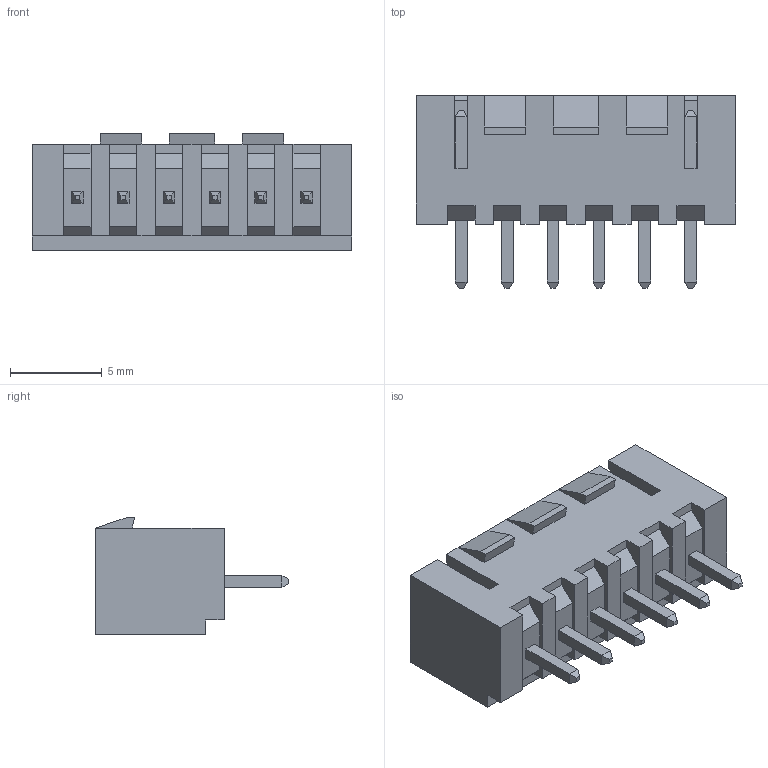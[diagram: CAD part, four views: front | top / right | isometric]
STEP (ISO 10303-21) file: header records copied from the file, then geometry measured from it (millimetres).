
FILE_DESCRIPTION((''),'2;1');
FILE_NAME('SMW250-06_P2-5_L17-4_W5-8_H7','2019-10-23T',('Dragos'),(''),'PRO/ENGINEER BY PARAMETRIC TECHNOLOGY CORPORATION, 2004440','PRO/ENGINEER BY PARAMETRIC TECHNOLOGY CORPORATION, 2004440','');
FILE_SCHEMA(('AUTOMOTIVE_DESIGN { 1 0 10303 214 1 1 1 1 }'));
Length unit declared in the file: millimetre
Products named in the file (1): SMW250-06_P2-5_L17-4_W5-8_H7
Bounding box: 17.4 x 10.5 x 6.39 mm (x, y, z)
Volume: 361.9 mm3; surface area: 857.5 mm2
Topology: 1 solids, 1 shells, 191 faces, 473 edges, 296 vertices
Faces by surface type: plane 191
Entity records: 8237 total; most frequent: CARTESIAN_POINT 962, ORIENTED_EDGE 946, DIRECTION 857, PRESENTATION_STYLE_ASSIGNMENT 583, STYLED_ITEM 475, CURVE_STYLE 474, VECTOR 473, LINE 473
